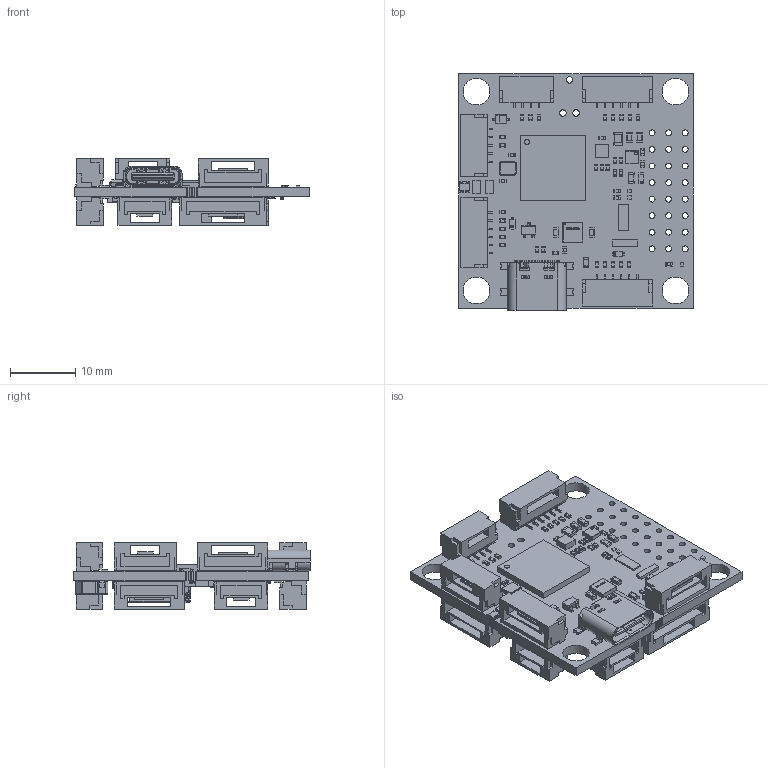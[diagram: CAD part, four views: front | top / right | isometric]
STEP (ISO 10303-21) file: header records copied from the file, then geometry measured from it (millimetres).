
FILE_DESCRIPTION(/* description */ ('STEP AP242','CAx-IF Rec.Pracs.---Representation and Presentation of Product Manufacturing Information (PMI)---4.0---2014-10-13','CAx-IF Rec.Pracs.---3D Tessellated Geometry---0.4---2014-09-14','2;1'),/* implementation_level */ '2;1');
FILE_NAME(/* name */ '69010317d25adbc490171907',/* time_stamp */ '2025-10-28T17:53:34Z',/* author */ (''),/* organization */ (''),/* preprocessor_version */ 'ST-DEVELOPER v20',/* originating_system */ 'ONSHAPE BY PTC INC, 1.205',/* authorisation */ ' ');
FILE_SCHEMA (('AP242_MANAGED_MODEL_BASED_3D_ENGINEERING_MIM_LF { 1 0 10303 442 1 1 4 }'));
Products named in the file (1): M10064D-PixracerPRO
Bounding box: 36 x 36.29 x 10.2 mm (x, y, z)
Volume: 3318.9 mm3; surface area: 7502.6 mm2
Topology: 1 solids, 4 shells, 9016 faces, 24690 edges, 15341 vertices
Faces by surface type: plane 6248, cylinder 2100, sphere 517, torus 72, bspline 57, cone 22
Full cylindrical faces by diameter (mm): 0.183 x3, 0.4 x4, 0.5 x2, 0.6 x4, 0.65 x2, 0.75 x1, 0.9 x24, 0.991 x3, 4.1 x4
Entity records: 307453 total; most frequent: CARTESIAN_POINT 51912, ORIENTED_EDGE 48456, DIRECTION 45997, EDGE_CURVE 24228, LINE 19179, VECTOR 19179, VERTEX_POINT 15318, AXIS2_PLACEMENT_3D 13409
